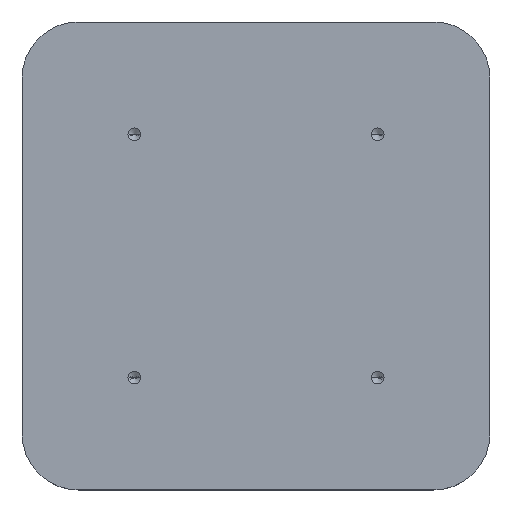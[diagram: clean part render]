
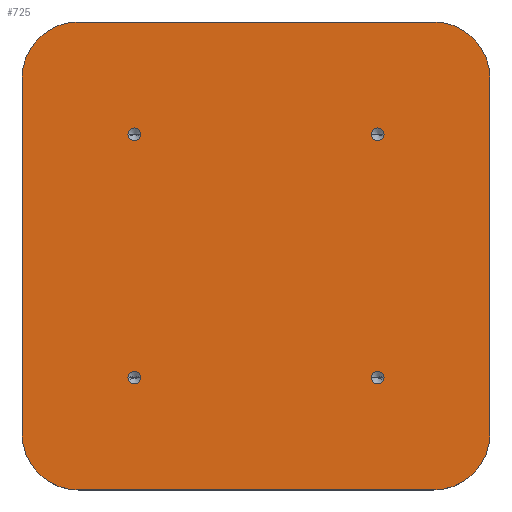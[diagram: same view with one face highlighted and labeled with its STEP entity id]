
A CAD part, top view. The second image highlights one B-rep face of the part: STEP entity #725.
In plain terms, the highlighted planar face has unit normal (0, 0, 1).
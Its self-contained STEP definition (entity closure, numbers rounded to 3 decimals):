
#6 = LINE ( 'NONE', #431, #535 ) ;
#9 = CIRCLE ( 'NONE', #820, 3.4 ) ;
#11 = CIRCLE ( 'NONE', #855, 30. ) ;
#24 = CIRCLE ( 'NONE', #802, 30. ) ;
#25 = CIRCLE ( 'NONE', #776, 3.4 ) ;
#29 = CIRCLE ( 'NONE', #845, 30. ) ;
#30 = LINE ( 'NONE', #463, #36 ) ;
#32 = LINE ( 'NONE', #307, #34 ) ;
#34 = VECTOR ( 'NONE', #218, 1000. ) ;
#36 = VECTOR ( 'NONE', #464, 1000. ) ;
#41 = VECTOR ( 'NONE', #301, 1000. ) ;
#45 = CIRCLE ( 'NONE', #865, 3.4 ) ;
#46 = LINE ( 'NONE', #473, #41 ) ;
#59 = CIRCLE ( 'NONE', #812, 3.4 ) ;
#64 = CIRCLE ( 'NONE', #818, 3.4 ) ;
#65 = CIRCLE ( 'NONE', #871, 3.4 ) ;
#68 = CIRCLE ( 'NONE', #859, 3.4 ) ;
#83 = ORIENTED_EDGE ( 'NONE', *, *, #764, .T. ) ;
#84 = ORIENTED_EDGE ( 'NONE', *, *, #804, .T. ) ;
#85 = ORIENTED_EDGE ( 'NONE', *, *, #857, .F. ) ;
#87 = ORIENTED_EDGE ( 'NONE', *, *, #835, .F. ) ;
#88 = ORIENTED_EDGE ( 'NONE', *, *, #797, .T. ) ;
#90 = ORIENTED_EDGE ( 'NONE', *, *, #843, .F. ) ;
#104 = ORIENTED_EDGE ( 'NONE', *, *, #769, .T. ) ;
#107 = ORIENTED_EDGE ( 'NONE', *, *, #759, .F. ) ;
#108 = ORIENTED_EDGE ( 'NONE', *, *, #785, .F. ) ;
#109 = ORIENTED_EDGE ( 'NONE', *, *, #807, .F. ) ;
#154 = CARTESIAN_POINT ( 'NONE',  ( 130.916, -135.71, 20. ) ) ;
#156 = CARTESIAN_POINT ( 'NONE',  ( 7.716, -5.71, 20. ) ) ;
#158 = CARTESIAN_POINT ( 'NONE',  ( 134.316, -5.71, 20. ) ) ;
#160 = VERTEX_POINT ( 'NONE', #276 ) ;
#164 = DIRECTION ( 'NONE',  ( -1., 0., 0. ) ) ;
#165 = CARTESIAN_POINT ( 'NONE',  ( 4.316, -135.71, 20. ) ) ;
#168 = CARTESIAN_POINT ( 'NONE',  ( 4.316, -5.71, 20. ) ) ;
#172 = CARTESIAN_POINT ( 'NONE',  ( -25.684, -165.71, 20. ) ) ;
#178 = CARTESIAN_POINT ( 'NONE',  ( -25.684, -195.71, 20. ) ) ;
#179 = DIRECTION ( 'NONE',  ( 1., 0., 0. ) ) ;
#192 = DIRECTION ( 'NONE',  ( 0., 0., 1. ) ) ;
#195 = DIRECTION ( 'NONE',  ( 0., 0., 1. ) ) ;
#197 = CARTESIAN_POINT ( 'NONE',  ( 164.316, -165.71, 20. ) ) ;
#198 = VERTEX_POINT ( 'NONE', #311 ) ;
#199 = DIRECTION ( 'NONE',  ( 0., 0., 1. ) ) ;
#200 = DIRECTION ( 'NONE',  ( -1., 0., 0. ) ) ;
#208 = VERTEX_POINT ( 'NONE', #154 ) ;
#210 = VERTEX_POINT ( 'NONE', #319 ) ;
#218 = DIRECTION ( 'NONE',  ( 0., 1., 0. ) ) ;
#231 = VERTEX_POINT ( 'NONE', #401 ) ;
#233 = PLANE ( 'NONE',  #751 ) ;
#243 = VERTEX_POINT ( 'NONE', #246 ) ;
#244 = CARTESIAN_POINT ( 'NONE',  ( 134.316, -135.71, 20. ) ) ;
#245 = VERTEX_POINT ( 'NONE', #390 ) ;
#246 = CARTESIAN_POINT ( 'NONE',  ( -25.684, 54.29, 20. ) ) ;
#250 = VERTEX_POINT ( 'NONE', #389 ) ;
#253 = CARTESIAN_POINT ( 'NONE',  ( 164.316, -195.71, 20. ) ) ;
#259 = DIRECTION ( 'NONE',  ( 0., 0., 1. ) ) ;
#276 = CARTESIAN_POINT ( 'NONE',  ( 0.916, -135.71, 20. ) ) ;
#288 = VERTEX_POINT ( 'NONE', #357 ) ;
#291 = DIRECTION ( 'NONE',  ( 1., 0., 0. ) ) ;
#301 = DIRECTION ( 'NONE',  ( -1., 0., 0. ) ) ;
#306 = VERTEX_POINT ( 'NONE', #156 ) ;
#307 = CARTESIAN_POINT ( 'NONE',  ( 194.316, -195.71, 20. ) ) ;
#308 = CARTESIAN_POINT ( 'NONE',  ( 4.316, -5.71, 20. ) ) ;
#311 = CARTESIAN_POINT ( 'NONE',  ( 137.716, -135.71, 20. ) ) ;
#312 = CARTESIAN_POINT ( 'NONE',  ( 130.916, -5.71, 20. ) ) ;
#313 = CARTESIAN_POINT ( 'NONE',  ( -55.684, 54.29, 20. ) ) ;
#315 = DIRECTION ( 'NONE',  ( -1., 0., 0. ) ) ;
#319 = CARTESIAN_POINT ( 'NONE',  ( 164.316, 54.29, 20. ) ) ;
#323 = DIRECTION ( 'NONE',  ( 0., 0., -1. ) ) ;
#328 = VERTEX_POINT ( 'NONE', #178 ) ;
#331 = CARTESIAN_POINT ( 'NONE',  ( 194.316, 24.29, 20. ) ) ;
#342 = VERTEX_POINT ( 'NONE', #312 ) ;
#346 = VERTEX_POINT ( 'NONE', #365 ) ;
#351 = VERTEX_POINT ( 'NONE', #331 ) ;
#354 = CARTESIAN_POINT ( 'NONE',  ( 134.316, -5.71, 20. ) ) ;
#357 = CARTESIAN_POINT ( 'NONE',  ( -55.684, 24.29, 20. ) ) ;
#363 = CARTESIAN_POINT ( 'NONE',  ( 0.916, -5.71, 20. ) ) ;
#365 = CARTESIAN_POINT ( 'NONE',  ( 137.716, -5.71, 20. ) ) ;
#366 = DIRECTION ( 'NONE',  ( 0., 0., 1. ) ) ;
#375 = VERTEX_POINT ( 'NONE', #253 ) ;
#381 = DIRECTION ( 'NONE',  ( 1., 0., 0. ) ) ;
#389 = CARTESIAN_POINT ( 'NONE',  ( -55.684, -165.71, 20. ) ) ;
#390 = CARTESIAN_POINT ( 'NONE',  ( 194.316, -165.71, 20. ) ) ;
#401 = CARTESIAN_POINT ( 'NONE',  ( 7.716, -135.71, 20. ) ) ;
#408 = VERTEX_POINT ( 'NONE', #363 ) ;
#417 = DIRECTION ( 'NONE',  ( 0., 0., 1. ) ) ;
#418 = DIRECTION ( 'NONE',  ( 1., 0., 0. ) ) ;
#431 = CARTESIAN_POINT ( 'NONE',  ( -55.684, -195.71, 20. ) ) ;
#432 = DIRECTION ( 'NONE',  ( 1., 0., 0. ) ) ;
#437 = CARTESIAN_POINT ( 'NONE',  ( -25.684, 24.29, 20. ) ) ;
#439 = DIRECTION ( 'NONE',  ( 0., 0., 1. ) ) ;
#441 = CARTESIAN_POINT ( 'NONE',  ( 164.316, 24.29, 20. ) ) ;
#442 = DIRECTION ( 'NONE',  ( 0., 0., 1. ) ) ;
#451 = DIRECTION ( 'NONE',  ( 0., 0., 1. ) ) ;
#452 = DIRECTION ( 'NONE',  ( 1., 0., 0. ) ) ;
#453 = DIRECTION ( 'NONE',  ( -1., 0., 0. ) ) ;
#463 = CARTESIAN_POINT ( 'NONE',  ( -55.684, -195.71, 20. ) ) ;
#464 = DIRECTION ( 'NONE',  ( 0., -1., 0. ) ) ;
#465 = CARTESIAN_POINT ( 'NONE',  ( 4.316, -135.71, 20. ) ) ;
#466 = DIRECTION ( 'NONE',  ( 0., 0., 1. ) ) ;
#467 = DIRECTION ( 'NONE',  ( -1., 0., 0. ) ) ;
#470 = DIRECTION ( 'NONE',  ( 0., 0., 1. ) ) ;
#473 = CARTESIAN_POINT ( 'NONE',  ( -55.684, 54.29, 20. ) ) ;
#479 = DIRECTION ( 'NONE',  ( 1., 0., 0. ) ) ;
#482 = DIRECTION ( 'NONE',  ( 1., 0., 0. ) ) ;
#485 = CARTESIAN_POINT ( 'NONE',  ( 134.316, -135.71, 20. ) ) ;
#486 = DIRECTION ( 'NONE',  ( 1., 0., 0. ) ) ;
#492 = DIRECTION ( 'NONE',  ( 0., 0., 1. ) ) ;
#535 = VECTOR ( 'NONE', #432, 1000. ) ;
#540 = CIRCLE ( 'NONE', #816, 30. ) ;
#553 = CIRCLE ( 'NONE', #775, 3.4 ) ;
#565 = ORIENTED_EDGE ( 'NONE', *, *, #854, .F. ) ;
#572 = ORIENTED_EDGE ( 'NONE', *, *, #756, .F. ) ;
#593 = ORIENTED_EDGE ( 'NONE', *, *, #773, .T. ) ;
#594 = EDGE_LOOP ( 'NONE', ( #108, #107 ) ) ;
#608 = ORIENTED_EDGE ( 'NONE', *, *, #823, .T. ) ;
#616 = ORIENTED_EDGE ( 'NONE', *, *, #822, .T. ) ;
#618 = EDGE_LOOP ( 'NONE', ( #90, #572 ) ) ;
#627 = EDGE_LOOP ( 'NONE', ( #88, #84, #104, #83, #608, #648, #616, #593 ) ) ;
#628 = EDGE_LOOP ( 'NONE', ( #87, #85 ) ) ;
#630 = EDGE_LOOP ( 'NONE', ( #565, #109 ) ) ;
#648 = ORIENTED_EDGE ( 'NONE', *, *, #757, .T. ) ;
#673 = FACE_BOUND ( 'NONE', #630, .T. ) ;
#691 = FACE_BOUND ( 'NONE', #594, .T. ) ;
#692 = FACE_BOUND ( 'NONE', #628, .T. ) ;
#693 = FACE_OUTER_BOUND ( 'NONE', #627, .T. ) ;
#694 = FACE_BOUND ( 'NONE', #618, .T. ) ;
#725 = ADVANCED_FACE ( 'NONE', ( #694, #673, #692, #691, #693 ), #233, .F. ) ;
#751 = AXIS2_PLACEMENT_3D ( 'NONE', #313, #323, #315 ) ;
#756 = EDGE_CURVE ( 'NONE', #408, #306, #25, .T. ) ;
#757 = EDGE_CURVE ( 'NONE', #351, #210, #11, .T. ) ;
#759 = EDGE_CURVE ( 'NONE', #342, #346, #9, .T. ) ;
#764 = EDGE_CURVE ( 'NONE', #375, #245, #24, .T. ) ;
#769 = EDGE_CURVE ( 'NONE', #328, #375, #6, .T. ) ;
#773 = EDGE_CURVE ( 'NONE', #243, #288, #540, .T. ) ;
#775 = AXIS2_PLACEMENT_3D ( 'NONE', #158, #451, #452 ) ;
#776 = AXIS2_PLACEMENT_3D ( 'NONE', #308, #442, #291 ) ;
#785 = EDGE_CURVE ( 'NONE', #346, #342, #553, .T. ) ;
#797 = EDGE_CURVE ( 'NONE', #288, #250, #30, .T. ) ;
#802 = AXIS2_PLACEMENT_3D ( 'NONE', #197, #195, #164 ) ;
#804 = EDGE_CURVE ( 'NONE', #250, #328, #29, .T. ) ;
#807 = EDGE_CURVE ( 'NONE', #160, #231, #45, .T. ) ;
#812 = AXIS2_PLACEMENT_3D ( 'NONE', #244, #470, #479 ) ;
#816 = AXIS2_PLACEMENT_3D ( 'NONE', #437, #439, #200 ) ;
#818 = AXIS2_PLACEMENT_3D ( 'NONE', #168, #366, #482 ) ;
#820 = AXIS2_PLACEMENT_3D ( 'NONE', #354, #417, #418 ) ;
#822 = EDGE_CURVE ( 'NONE', #210, #243, #46, .T. ) ;
#823 = EDGE_CURVE ( 'NONE', #245, #351, #32, .T. ) ;
#835 = EDGE_CURVE ( 'NONE', #198, #208, #59, .T. ) ;
#843 = EDGE_CURVE ( 'NONE', #306, #408, #64, .T. ) ;
#845 = AXIS2_PLACEMENT_3D ( 'NONE', #172, #466, #467 ) ;
#854 = EDGE_CURVE ( 'NONE', #231, #160, #65, .T. ) ;
#855 = AXIS2_PLACEMENT_3D ( 'NONE', #441, #192, #453 ) ;
#857 = EDGE_CURVE ( 'NONE', #208, #198, #68, .T. ) ;
#859 = AXIS2_PLACEMENT_3D ( 'NONE', #485, #259, #486 ) ;
#865 = AXIS2_PLACEMENT_3D ( 'NONE', #465, #199, #179 ) ;
#871 = AXIS2_PLACEMENT_3D ( 'NONE', #165, #492, #381 ) ;
